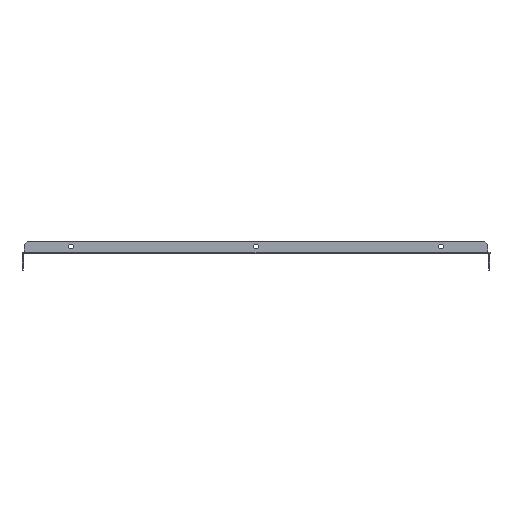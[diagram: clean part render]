
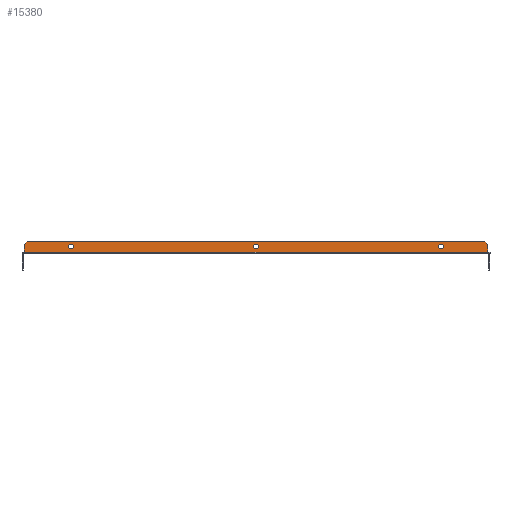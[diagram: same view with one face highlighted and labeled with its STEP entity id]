
A CAD part, left-side view. The second image highlights one B-rep face of the part: STEP entity #15380.
In plain terms, the highlighted planar face has unit normal (-1, 0, 0).
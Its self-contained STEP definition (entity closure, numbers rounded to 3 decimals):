
#546 = VECTOR ( 'NONE', #10839, 1000. ) ;
#790 = LINE ( 'NONE', #14172, #934 ) ;
#792 = VERTEX_POINT ( 'NONE', #8635 ) ;
#815 = EDGE_CURVE ( 'NONE', #8512, #5352, #8134, .T. ) ;
#934 = VECTOR ( 'NONE', #6113, 1000. ) ;
#1227 = LINE ( 'NONE', #4884, #2659 ) ;
#1445 = VERTEX_POINT ( 'NONE', #15972 ) ;
#1527 = DIRECTION ( 'NONE',  ( 0., 0., 1. ) ) ;
#1876 = CARTESIAN_POINT ( 'NONE',  ( 176.5, -250.5, 0. ) ) ;
#2127 = CARTESIAN_POINT ( 'NONE',  ( 176.5, 200., 6. ) ) ;
#2301 = EDGE_CURVE ( 'NONE', #15904, #792, #10911, .T. ) ;
#2405 = DIRECTION ( 'NONE',  ( 0., 0., 1. ) ) ;
#2470 = DIRECTION ( 'NONE',  ( 1., 0., 0. ) ) ;
#2617 = CARTESIAN_POINT ( 'NONE',  ( 176.5, 0., 3.4 ) ) ;
#2659 = VECTOR ( 'NONE', #3922, 1000. ) ;
#2980 = DIRECTION ( 'NONE',  ( -1., 0., 0. ) ) ;
#3009 = AXIS2_PLACEMENT_3D ( 'NONE', #6133, #11235, #11496 ) ;
#3053 = CIRCLE ( 'NONE', #4155, 2.6 ) ;
#3482 = EDGE_CURVE ( 'NONE', #16190, #15900, #790, .T. ) ;
#3709 = ORIENTED_EDGE ( 'NONE', *, *, #7811, .T. ) ;
#3723 = EDGE_CURVE ( 'NONE', #5275, #7684, #1227, .T. ) ;
#3888 = VERTEX_POINT ( 'NONE', #9650 ) ;
#3922 = DIRECTION ( 'NONE',  ( 0., 0., -1. ) ) ;
#3937 = CARTESIAN_POINT ( 'NONE',  ( 176.5, -250.5, 8. ) ) ;
#4026 = AXIS2_PLACEMENT_3D ( 'NONE', #6139, #14379, #2405 ) ;
#4155 = AXIS2_PLACEMENT_3D ( 'NONE', #16657, #11588, #4908 ) ;
#4183 = ORIENTED_EDGE ( 'NONE', *, *, #9133, .F. ) ;
#4245 = AXIS2_PLACEMENT_3D ( 'NONE', #5842, #4524, #16699 ) ;
#4251 = CARTESIAN_POINT ( 'NONE',  ( 176.5, 250.5, 1. ) ) ;
#4524 = DIRECTION ( 'NONE',  ( 1., 0., 0. ) ) ;
#4653 = ORIENTED_EDGE ( 'NONE', *, *, #2301, .T. ) ;
#4884 = CARTESIAN_POINT ( 'NONE',  ( 176.5, -250.5, 0. ) ) ;
#4899 = ORIENTED_EDGE ( 'NONE', *, *, #11657, .F. ) ;
#4901 = CARTESIAN_POINT ( 'NONE',  ( 176.5, -200., 8.6 ) ) ;
#4908 = DIRECTION ( 'NONE',  ( 0., 0., 1. ) ) ;
#4955 = EDGE_CURVE ( 'NONE', #8647, #12222, #11695, .T. ) ;
#5272 = CARTESIAN_POINT ( 'NONE',  ( 176.5, 0., 0. ) ) ;
#5275 = VERTEX_POINT ( 'NONE', #15411 ) ;
#5352 = VERTEX_POINT ( 'NONE', #2617 ) ;
#5361 = LINE ( 'NONE', #5272, #11855 ) ;
#5618 = LINE ( 'NONE', #8422, #8045 ) ;
#5639 = DIRECTION ( 'NONE',  ( 0., 0., -1. ) ) ;
#5775 = PLANE ( 'NONE',  #8213 ) ;
#5842 = CARTESIAN_POINT ( 'NONE',  ( 176.5, 0., 6. ) ) ;
#5861 = CARTESIAN_POINT ( 'NONE',  ( 176.5, 247.5, 11. ) ) ;
#6113 = DIRECTION ( 'NONE',  ( 0., 0.707, -0.707 ) ) ;
#6133 = CARTESIAN_POINT ( 'NONE',  ( 176.5, -200., 6. ) ) ;
#6139 = CARTESIAN_POINT ( 'NONE',  ( 176.5, -200., 6. ) ) ;
#6621 = VECTOR ( 'NONE', #12032, 1000. ) ;
#6639 = FACE_BOUND ( 'NONE', #14891, .T. ) ;
#6655 = AXIS2_PLACEMENT_3D ( 'NONE', #2127, #2470, #11489 ) ;
#6986 = FACE_BOUND ( 'NONE', #17112, .T. ) ;
#7684 = VERTEX_POINT ( 'NONE', #1876 ) ;
#7811 = EDGE_CURVE ( 'NONE', #5352, #8512, #3053, .T. ) ;
#7902 = ORIENTED_EDGE ( 'NONE', *, *, #10146, .T. ) ;
#8045 = VECTOR ( 'NONE', #10979, 1000. ) ;
#8134 = CIRCLE ( 'NONE', #4245, 2.6 ) ;
#8211 = DIRECTION ( 'NONE',  ( 0., 0., 1. ) ) ;
#8213 = AXIS2_PLACEMENT_3D ( 'NONE', #11128, #2980, #8211 ) ;
#8321 = ORIENTED_EDGE ( 'NONE', *, *, #12173, .T. ) ;
#8422 = CARTESIAN_POINT ( 'NONE',  ( 176.5, -250.5, 11. ) ) ;
#8439 = VERTEX_POINT ( 'NONE', #3937 ) ;
#8512 = VERTEX_POINT ( 'NONE', #12337 ) ;
#8635 = CARTESIAN_POINT ( 'NONE',  ( 176.5, 250.5, 0. ) ) ;
#8647 = VERTEX_POINT ( 'NONE', #8906 ) ;
#8906 = CARTESIAN_POINT ( 'NONE',  ( 176.5, -200., 3.4 ) ) ;
#9133 = EDGE_CURVE ( 'NONE', #15904, #15900, #14405, .T. ) ;
#9393 = CARTESIAN_POINT ( 'NONE',  ( 176.5, 250.5, 11. ) ) ;
#9650 = CARTESIAN_POINT ( 'NONE',  ( 176.5, 200., 3.4 ) ) ;
#9908 = CARTESIAN_POINT ( 'NONE',  ( 176.5, 200., 6. ) ) ;
#9957 = CARTESIAN_POINT ( 'NONE',  ( 176.5, 250.5, 8. ) ) ;
#10146 = EDGE_CURVE ( 'NONE', #3888, #14739, #15060, .T. ) ;
#10333 = CARTESIAN_POINT ( 'NONE',  ( 176.5, -250.5, 0. ) ) ;
#10419 = EDGE_CURVE ( 'NONE', #8439, #1445, #13373, .T. ) ;
#10448 = CIRCLE ( 'NONE', #4026, 2.6 ) ;
#10839 = DIRECTION ( 'NONE',  ( 0., 0.707, 0.707 ) ) ;
#10911 = LINE ( 'NONE', #4251, #14317 ) ;
#10979 = DIRECTION ( 'NONE',  ( 0., -1., 0. ) ) ;
#11128 = CARTESIAN_POINT ( 'NONE',  ( 176.5, 0., 0. ) ) ;
#11235 = DIRECTION ( 'NONE',  ( 1., 0., 0. ) ) ;
#11489 = DIRECTION ( 'NONE',  ( 0., 0., 1. ) ) ;
#11496 = DIRECTION ( 'NONE',  ( 0., 0., 1. ) ) ;
#11588 = DIRECTION ( 'NONE',  ( 1., 0., 0. ) ) ;
#11599 = VECTOR ( 'NONE', #13040, 1000. ) ;
#11657 = EDGE_CURVE ( 'NONE', #16190, #1445, #5618, .T. ) ;
#11695 = CIRCLE ( 'NONE', #3009, 2.6 ) ;
#11765 = CIRCLE ( 'NONE', #16772, 2.6 ) ;
#11829 = EDGE_LOOP ( 'NONE', ( #4899, #12245, #4183, #4653, #16781, #16278, #14602, #16789 ) ) ;
#11837 = ORIENTED_EDGE ( 'NONE', *, *, #815, .T. ) ;
#11855 = VECTOR ( 'NONE', #15973, 1000. ) ;
#12032 = DIRECTION ( 'NONE',  ( 0., 0., 1. ) ) ;
#12083 = CARTESIAN_POINT ( 'NONE',  ( 176.5, -129.25, 129.25 ) ) ;
#12173 = EDGE_CURVE ( 'NONE', #14739, #3888, #11765, .T. ) ;
#12222 = VERTEX_POINT ( 'NONE', #4901 ) ;
#12245 = ORIENTED_EDGE ( 'NONE', *, *, #3482, .T. ) ;
#12337 = CARTESIAN_POINT ( 'NONE',  ( 176.5, 0., 8.6 ) ) ;
#12678 = CARTESIAN_POINT ( 'NONE',  ( 176.5, 250.5, 1. ) ) ;
#13040 = DIRECTION ( 'NONE',  ( 0., 0., -1. ) ) ;
#13373 = LINE ( 'NONE', #12083, #546 ) ;
#13384 = CARTESIAN_POINT ( 'NONE',  ( 176.5, 200., 8.6 ) ) ;
#13466 = ORIENTED_EDGE ( 'NONE', *, *, #14714, .T. ) ;
#13518 = EDGE_LOOP ( 'NONE', ( #8321, #7902 ) ) ;
#13560 = FACE_OUTER_BOUND ( 'NONE', #11829, .T. ) ;
#13931 = EDGE_CURVE ( 'NONE', #7684, #792, #5361, .T. ) ;
#14172 = CARTESIAN_POINT ( 'NONE',  ( 176.5, 129.25, 129.25 ) ) ;
#14317 = VECTOR ( 'NONE', #5639, 1000. ) ;
#14379 = DIRECTION ( 'NONE',  ( 1., 0., 0. ) ) ;
#14405 = LINE ( 'NONE', #9393, #6621 ) ;
#14452 = FACE_BOUND ( 'NONE', #13518, .T. ) ;
#14602 = ORIENTED_EDGE ( 'NONE', *, *, #15121, .F. ) ;
#14714 = EDGE_CURVE ( 'NONE', #12222, #8647, #10448, .T. ) ;
#14739 = VERTEX_POINT ( 'NONE', #13384 ) ;
#14891 = EDGE_LOOP ( 'NONE', ( #11837, #3709 ) ) ;
#15060 = CIRCLE ( 'NONE', #6655, 2.6 ) ;
#15121 = EDGE_CURVE ( 'NONE', #8439, #5275, #15756, .T. ) ;
#15236 = DIRECTION ( 'NONE',  ( 1., 0., 0. ) ) ;
#15380 = ADVANCED_FACE ( 'NONE', ( #14452, #6639, #6986, #13560 ), #5775, .T. ) ;
#15411 = CARTESIAN_POINT ( 'NONE',  ( 176.5, -250.5, 1. ) ) ;
#15756 = LINE ( 'NONE', #10333, #11599 ) ;
#15757 = ORIENTED_EDGE ( 'NONE', *, *, #4955, .T. ) ;
#15900 = VERTEX_POINT ( 'NONE', #9957 ) ;
#15904 = VERTEX_POINT ( 'NONE', #12678 ) ;
#15972 = CARTESIAN_POINT ( 'NONE',  ( 176.5, -247.5, 11. ) ) ;
#15973 = DIRECTION ( 'NONE',  ( 0., 1., 0. ) ) ;
#16190 = VERTEX_POINT ( 'NONE', #5861 ) ;
#16278 = ORIENTED_EDGE ( 'NONE', *, *, #3723, .F. ) ;
#16657 = CARTESIAN_POINT ( 'NONE',  ( 176.5, 0., 6. ) ) ;
#16699 = DIRECTION ( 'NONE',  ( 0., 0., 1. ) ) ;
#16772 = AXIS2_PLACEMENT_3D ( 'NONE', #9908, #15236, #1527 ) ;
#16781 = ORIENTED_EDGE ( 'NONE', *, *, #13931, .F. ) ;
#16789 = ORIENTED_EDGE ( 'NONE', *, *, #10419, .T. ) ;
#17112 = EDGE_LOOP ( 'NONE', ( #13466, #15757 ) ) ;
